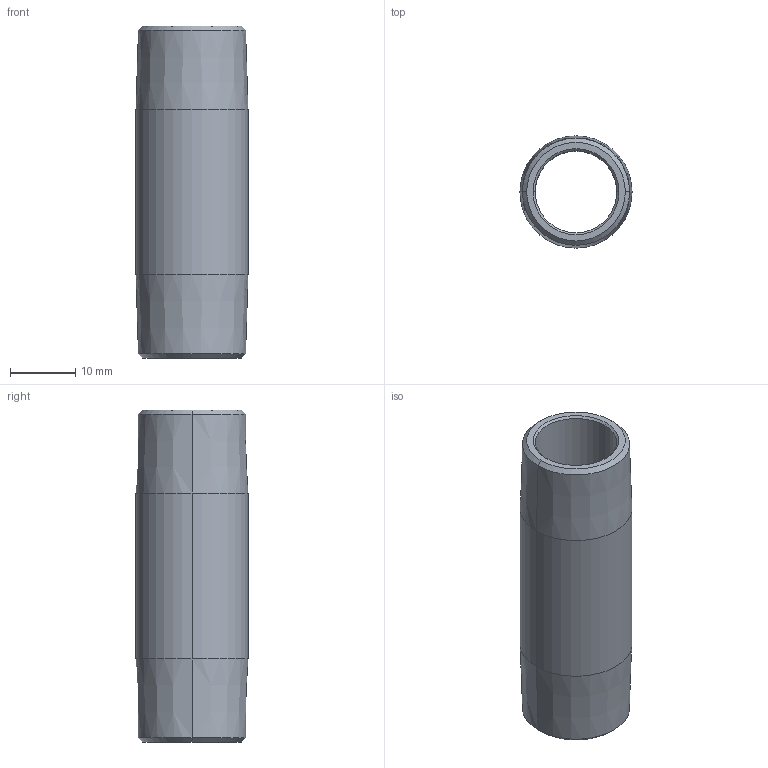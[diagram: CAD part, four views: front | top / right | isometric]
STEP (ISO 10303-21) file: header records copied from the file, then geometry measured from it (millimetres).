
FILE_DESCRIPTION (( 'STEP AP203' ), '1' );
FILE_NAME ('Barrel Nipple .375 in, Sch 40.STEP', '2025-05-09T01:40:00', '' );
FILE_SCHEMA (( 'CONFIG_CONTROL_DESIGN' ));
Length unit declared in the file: inch
Products named in the file (1): Barrel Nipple .375 in, Sch 40
Bounding box: 17.14 x 17.14 x 50.8 mm (x, y, z)
Volume: 5181.2 mm3; surface area: 4824.8 mm2
Topology: 1 solids, 1 shells, 18 faces, 36 edges, 20 vertices
Faces by surface type: cone 12, cylinder 4, plane 2
Entity records: 547 total; most frequent: DIRECTION 94, CARTESIAN_POINT 75, ORIENTED_EDGE 72, AXIS2_PLACEMENT_3D 39, EDGE_CURVE 36, EDGE_LOOP 20, VERTEX_POINT 20, CIRCLE 20
